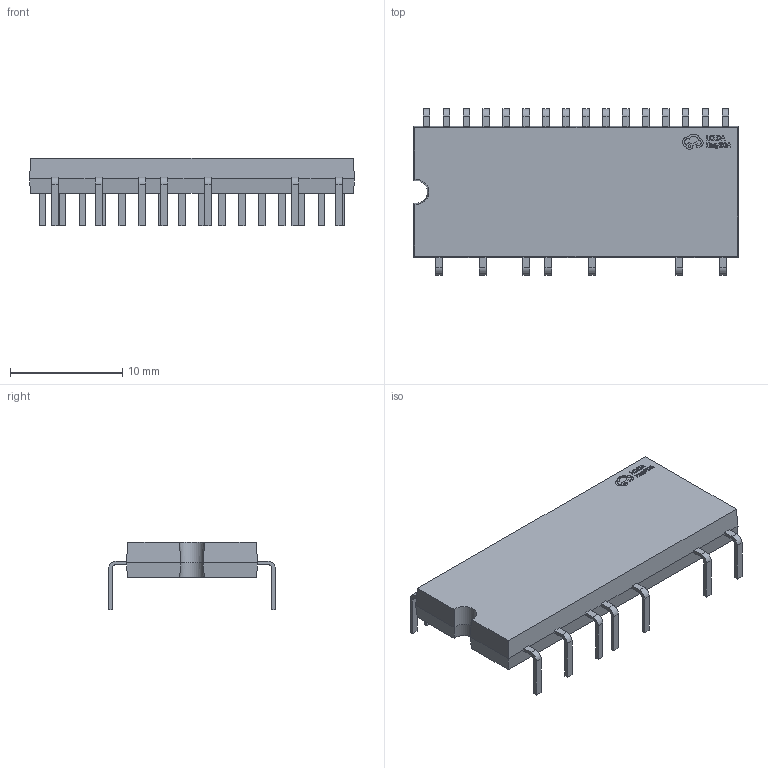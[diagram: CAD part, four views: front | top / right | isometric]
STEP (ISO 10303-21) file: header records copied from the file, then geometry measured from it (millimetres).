
FILE_DESCRIPTION (( 'STEP AP214' ), '1' );
FILE_NAME ('DIP-23_L29.0-W12.0-H3.2-P1.78-LS14.6-TL_IRSM505.step', '2022-06-21T14:02:14', ( '' ), ( '' ), 'SwSTEP 2.0', 'SolidWorks 2020', '' );
FILE_SCHEMA (( 'AUTOMOTIVE_DESIGN' ));
Length unit declared in the file: millimetre
Products named in the file (1): DIP-23_L29.0-W12.0-H3.2-P1.78-LS14.6-TL_IRSM505
Bounding box: 29 x 14.84 x 6.06 mm (x, y, z)
Volume: 1070.1 mm3; surface area: 1143.6 mm2
Topology: 1 solids, 1 shells, 504 faces, 1428 edges, 952 vertices
Faces by surface type: plane 344, bspline 114, cylinder 46
Entity records: 22414 total; most frequent: CARTESIAN_POINT 5059, ORIENTED_EDGE 2856, DIRECTION 2077, EDGE_CURVE 1428, VECTOR 1105, LINE 1105, VERTEX_POINT 952, EDGE_LOOP 530
